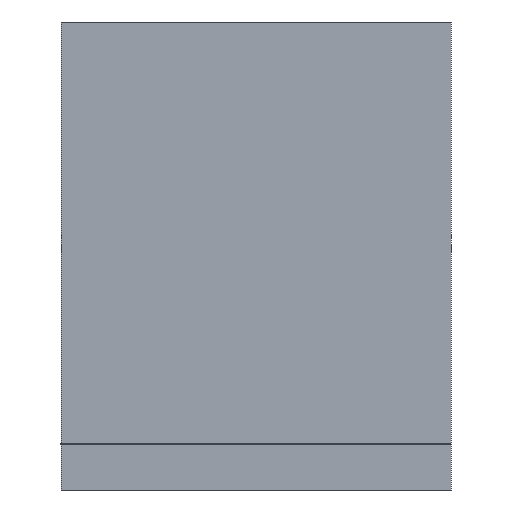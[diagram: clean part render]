
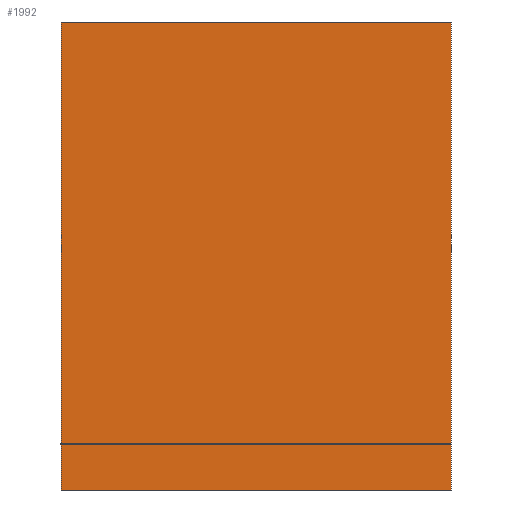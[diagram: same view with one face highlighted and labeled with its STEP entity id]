
A CAD part, front view. The second image highlights one B-rep face of the part: STEP entity #1992.
In plain terms, the highlighted planar face has unit normal (0, -1, 0).
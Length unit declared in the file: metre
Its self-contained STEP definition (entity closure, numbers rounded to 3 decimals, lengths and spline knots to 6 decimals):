
#224=ORIENTED_EDGE('',*,*,#684,.F.);
#225=ORIENTED_EDGE('',*,*,#688,.T.);
#226=ORIENTED_EDGE('',*,*,#691,.T.);
#227=ORIENTED_EDGE('',*,*,#693,.F.);
#684=EDGE_CURVE('',#929,#930,#1138,.T.);
#688=EDGE_CURVE('',#929,#932,#1142,.T.);
#691=EDGE_CURVE('',#932,#934,#1145,.T.);
#693=EDGE_CURVE('',#930,#934,#1147,.T.);
#929=VERTEX_POINT('',#2932);
#930=VERTEX_POINT('',#2934);
#932=VERTEX_POINT('',#2940);
#934=VERTEX_POINT('',#2946);
#1138=LINE('',#2933,#1402);
#1142=LINE('',#2941,#1406);
#1145=LINE('',#2947,#1409);
#1147=LINE('',#2950,#1411);
#1402=VECTOR('',#2399,1.);
#1406=VECTOR('',#2405,1.);
#1409=VECTOR('',#2410,1.);
#1411=VECTOR('',#2414,1.);
#1628=EDGE_LOOP('',(#224,#225,#226,#227));
#1760=FACE_BOUND('',#1628,.T.);
#1887=PLANE('',#2170);
#1992=ADVANCED_FACE('',(#1760),#1887,.T.);
#2170=AXIS2_PLACEMENT_3D('',#2951,#2415,#2416);
#2399=DIRECTION('',(0.,0.,1.));
#2405=DIRECTION('',(1.,0.,0.));
#2410=DIRECTION('',(0.,0.,1.));
#2414=DIRECTION('',(1.,0.,0.));
#2415=DIRECTION('',(0.,-1.,0.));
#2416=DIRECTION('',(1.,0.,0.));
#2932=CARTESIAN_POINT('',(-0.5,-0.112,-1.012));
#2933=CARTESIAN_POINT('',(-0.5,-0.112,0.488));
#2934=CARTESIAN_POINT('',(-0.5,-0.112,1.988));
#2940=CARTESIAN_POINT('',(2.,-0.112,-1.012));
#2941=CARTESIAN_POINT('',(0.75,-0.112,-1.012));
#2946=CARTESIAN_POINT('',(2.,-0.112,1.988));
#2947=CARTESIAN_POINT('',(2.,-0.112,0.488));
#2950=CARTESIAN_POINT('',(0.75,-0.112,1.988));
#2951=CARTESIAN_POINT('',(0.75,-0.112,0.488));
